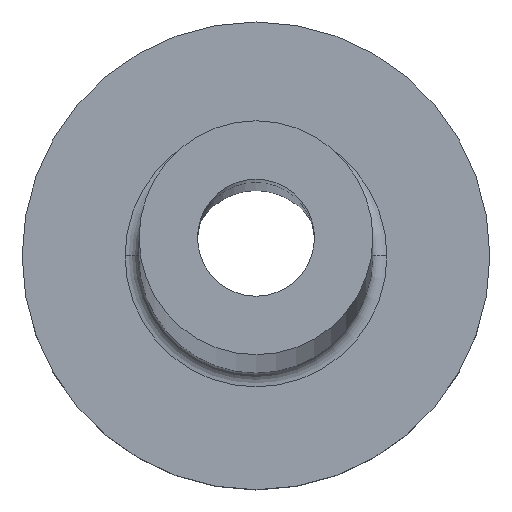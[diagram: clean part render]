
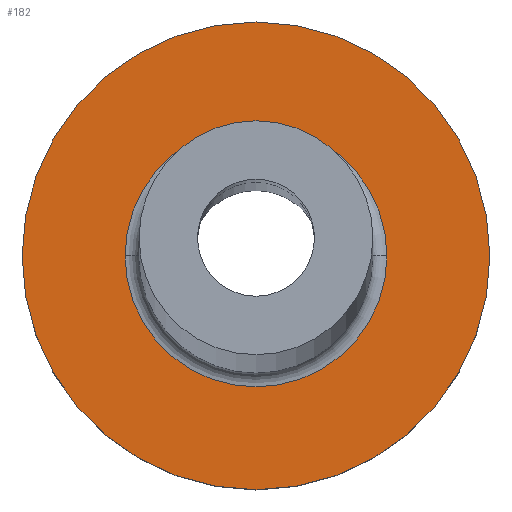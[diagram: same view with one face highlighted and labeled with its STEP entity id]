
A CAD part, top view. The second image highlights one B-rep face of the part: STEP entity #182.
In plain terms, the highlighted planar face has unit normal (0, 0, 1).
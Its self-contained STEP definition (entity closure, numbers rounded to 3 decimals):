
#11 = CARTESIAN_POINT ( 'NONE',  ( 0., 0., 3. ) ) ;
#15 = CARTESIAN_POINT ( 'NONE',  ( 0., 0., 3. ) ) ;
#26 = AXIS2_PLACEMENT_3D ( 'NONE', #389, #55, #349 ) ;
#36 = ORIENTED_EDGE ( 'NONE', *, *, #75, .T. ) ;
#41 = FACE_BOUND ( 'NONE', #240, .T. ) ;
#47 = DIRECTION ( 'NONE',  ( 1., 0., 0. ) ) ;
#55 = DIRECTION ( 'NONE',  ( 0., 0., 1. ) ) ;
#56 = AXIS2_PLACEMENT_3D ( 'NONE', #15, #120, #47 ) ;
#72 = DIRECTION ( 'NONE',  ( 1., 0., 0. ) ) ;
#75 = EDGE_CURVE ( 'NONE', #452, #250, #318, .T. ) ;
#115 = CARTESIAN_POINT ( 'NONE',  ( 0., 0., 3. ) ) ;
#119 = CARTESIAN_POINT ( 'NONE',  ( -2.8, 0., 3. ) ) ;
#120 = DIRECTION ( 'NONE',  ( 0., 0., 1. ) ) ;
#144 = DIRECTION ( 'NONE',  ( 0., 0., -1. ) ) ;
#154 = ORIENTED_EDGE ( 'NONE', *, *, #292, .T. ) ;
#161 = VERTEX_POINT ( 'NONE', #165 ) ;
#165 = CARTESIAN_POINT ( 'NONE',  ( 2.8, 0., 3. ) ) ;
#171 = FACE_OUTER_BOUND ( 'NONE', #352, .T. ) ;
#174 = ORIENTED_EDGE ( 'NONE', *, *, #293, .T. ) ;
#182 = ADVANCED_FACE ( 'NONE', ( #41, #171 ), #324, .T. ) ;
#185 = CARTESIAN_POINT ( 'NONE',  ( 5., 0., 3. ) ) ;
#206 = CIRCLE ( 'NONE', #56, 5. ) ;
#218 = DIRECTION ( 'NONE',  ( 0., 0., -1. ) ) ;
#223 = CIRCLE ( 'NONE', #267, 2.8 ) ;
#240 = EDGE_LOOP ( 'NONE', ( #154, #174 ) ) ;
#249 = AXIS2_PLACEMENT_3D ( 'NONE', #374, #441, #72 ) ;
#250 = VERTEX_POINT ( 'NONE', #365 ) ;
#267 = AXIS2_PLACEMENT_3D ( 'NONE', #11, #144, #442 ) ;
#279 = DIRECTION ( 'NONE',  ( 1., 0., 0. ) ) ;
#284 = AXIS2_PLACEMENT_3D ( 'NONE', #115, #218, #279 ) ;
#292 = EDGE_CURVE ( 'NONE', #161, #336, #223, .T. ) ;
#293 = EDGE_CURVE ( 'NONE', #336, #161, #302, .T. ) ;
#302 = CIRCLE ( 'NONE', #284, 2.8 ) ;
#318 = CIRCLE ( 'NONE', #26, 5. ) ;
#324 = PLANE ( 'NONE',  #249 ) ;
#336 = VERTEX_POINT ( 'NONE', #119 ) ;
#344 = ORIENTED_EDGE ( 'NONE', *, *, #446, .T. ) ;
#349 = DIRECTION ( 'NONE',  ( 1., 0., 0. ) ) ;
#352 = EDGE_LOOP ( 'NONE', ( #344, #36 ) ) ;
#365 = CARTESIAN_POINT ( 'NONE',  ( -5., 0., 3. ) ) ;
#374 = CARTESIAN_POINT ( 'NONE',  ( 0., 0., 3. ) ) ;
#389 = CARTESIAN_POINT ( 'NONE',  ( 0., 0., 3. ) ) ;
#441 = DIRECTION ( 'NONE',  ( 0., 0., 1. ) ) ;
#442 = DIRECTION ( 'NONE',  ( 1., 0., 0. ) ) ;
#446 = EDGE_CURVE ( 'NONE', #250, #452, #206, .T. ) ;
#452 = VERTEX_POINT ( 'NONE', #185 ) ;
